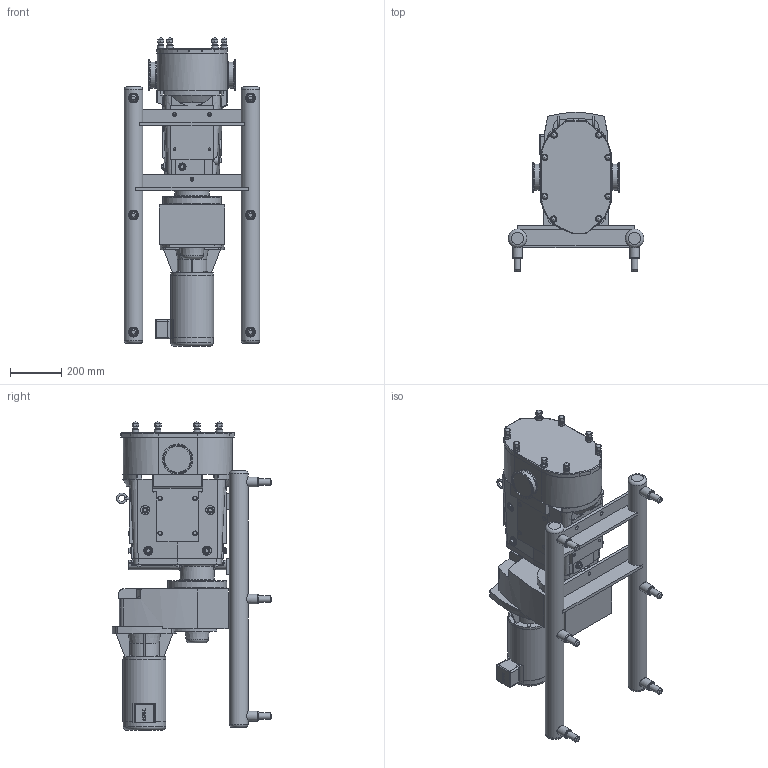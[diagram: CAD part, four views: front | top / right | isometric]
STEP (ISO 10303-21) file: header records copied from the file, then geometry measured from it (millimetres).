
FILE_DESCRIPTION(/* description */ (''),/* implementation_level */ '2;1');
FILE_NAME(/* name */ 'U3_220U3_145TC_4.0x4.0_S-Line_1.5HP_LH_SM.stp',/* time_stamp */ '2021-05-24T19:16:05+06:00',/* author */ ('trtmhr'),/* organization */ (''),/* preprocessor_version */ 'ST-DEVELOPER v18.1',/* originating_system */ 'Autodesk Inventor 2020',/* authorisation */ '');
FILE_SCHEMA (('AUTOMOTIVE_DESIGN { 1 0 10303 214 3 1 1 }'));
Length unit declared in the file: inch
Products named in the file (1): U3_220U3_145TC_4.0x4.0_S-Line_1.5HP_LH_SM
Bounding box: 530.23 x 621.84 x 1203.43 mm (x, y, z)
Volume: 81392732.1 mm3; surface area: 2518050.3 mm2
Topology: 4 solids, 4 shells, 1008 faces, 2749 edges, 1822 vertices
Faces by surface type: plane 496, cylinder 288, torus 81, cone 71, bspline 60, sphere 12
Full cylindrical faces by diameter (mm): 7.798 x1, 10.16 x2, 10.719 x4, 14.3 x3, 15.24 x1, 19.05 x8, 23.876 x3, 25.4 x19, 29.21 x2, 31.75 x3, 35.052 x6, 38.1 x6, 101.6 x2, 102.946 x4, 103.962 x2, 119.024 x2, 133.35 x1, 165.989 x1, 166.116 x1, 168.402 x1, 229.997 x1, 230.124 x1
Entity records: 34027 total; most frequent: CARTESIAN_POINT 8168, ORIENTED_EDGE 5464, DIRECTION 5436, EDGE_CURVE 2732, AXIS2_PLACEMENT_3D 2059, VERTEX_POINT 1822, LINE 1318, VECTOR 1318
